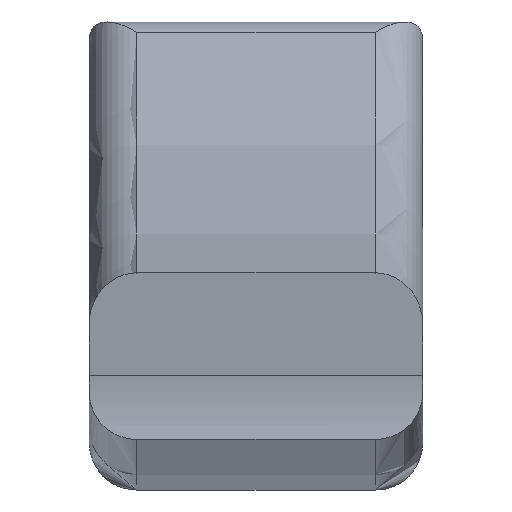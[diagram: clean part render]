
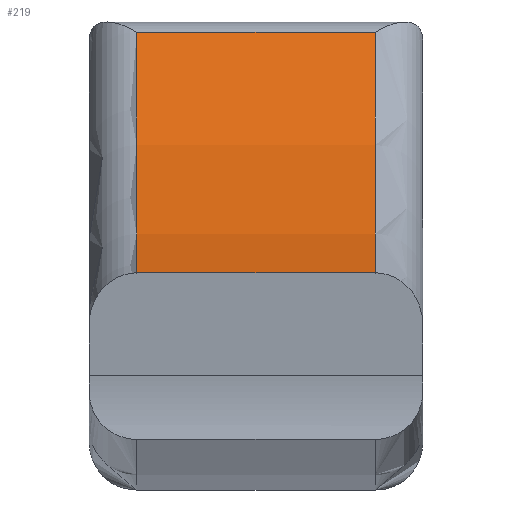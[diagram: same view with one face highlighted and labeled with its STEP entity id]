
A CAD part, top view. The second image highlights one B-rep face of the part: STEP entity #219.
In plain terms, the highlighted cylindrical face has radius 30.115 mm (diameter 60.23 mm), a partial arc.
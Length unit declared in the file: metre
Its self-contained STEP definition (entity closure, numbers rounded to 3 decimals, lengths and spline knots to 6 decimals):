
#22=CIRCLE('',#252,0.030115);
#23=CIRCLE('',#253,0.030115);
#29=CYLINDRICAL_SURFACE('',#251,0.030115);
#59=ORIENTED_EDGE('',*,*,#124,.T.);
#60=ORIENTED_EDGE('',*,*,#125,.T.);
#61=ORIENTED_EDGE('',*,*,#126,.T.);
#62=ORIENTED_EDGE('',*,*,#127,.T.);
#124=EDGE_CURVE('',#156,#157,#171,.F.);
#125=EDGE_CURVE('',#157,#158,#22,.T.);
#126=EDGE_CURVE('',#158,#159,#172,.T.);
#127=EDGE_CURVE('',#159,#156,#23,.F.);
#156=VERTEX_POINT('',#371);
#157=VERTEX_POINT('',#372);
#158=VERTEX_POINT('',#374);
#159=VERTEX_POINT('',#376);
#171=LINE('',#370,#182);
#172=LINE('',#375,#183);
#182=VECTOR('',#296,1.);
#183=VECTOR('',#299,1.);
#189=EDGE_LOOP('',(#59,#60,#61,#62));
#202=FACE_BOUND('',#189,.T.);
#219=ADVANCED_FACE('',(#202),#29,.F.);
#251=AXIS2_PLACEMENT_3D('',#369,#294,#295);
#252=AXIS2_PLACEMENT_3D('',#373,#297,#298);
#253=AXIS2_PLACEMENT_3D('',#377,#300,#301);
#294=DIRECTION('',(1.,0.,0.));
#295=DIRECTION('',(0.,0.,-1.));
#296=DIRECTION('',(1.,0.,0.));
#297=DIRECTION('',(-1.,0.,0.));
#298=DIRECTION('',(0.,0.,1.));
#299=DIRECTION('',(1.,0.,0.));
#300=DIRECTION('',(-1.,0.,0.));
#301=DIRECTION('',(0.,0.,1.));
#369=CARTESIAN_POINT('',(0.1435,-0.039269,-0.064346));
#370=CARTESIAN_POINT('',(0.1435,-0.062871,-0.083051));
#371=CARTESIAN_POINT('',(0.1675,-0.062871,-0.083051));
#372=CARTESIAN_POINT('',(0.1625,-0.062871,-0.083051));
#373=CARTESIAN_POINT('',(0.1625,-0.039269,-0.064346));
#374=CARTESIAN_POINT('',(0.1625,-0.067965,-0.055211));
#375=CARTESIAN_POINT('',(0.1435,-0.067965,-0.055211));
#376=CARTESIAN_POINT('',(0.1675,-0.067965,-0.055211));
#377=CARTESIAN_POINT('',(0.1675,-0.039269,-0.064346));
